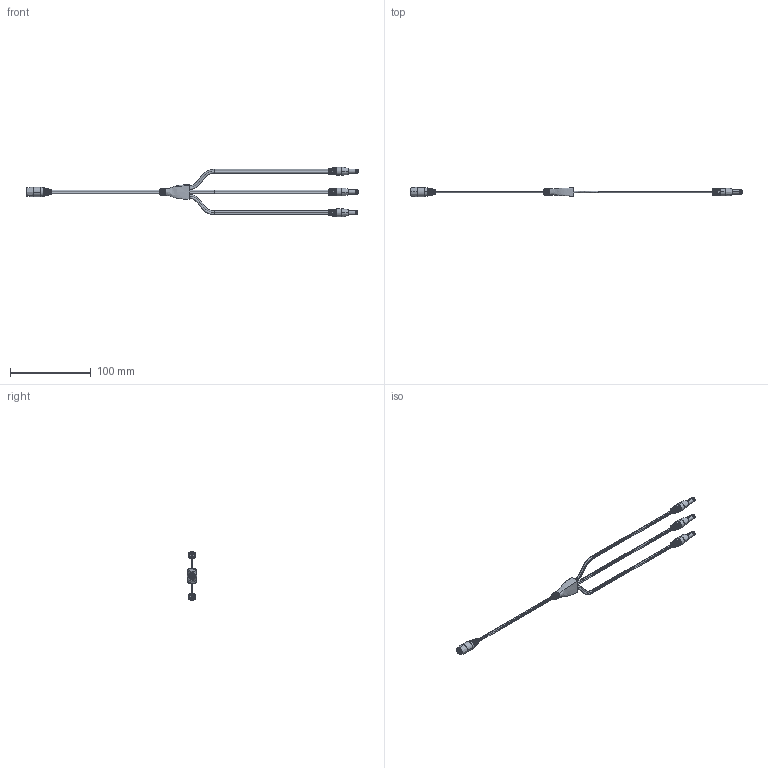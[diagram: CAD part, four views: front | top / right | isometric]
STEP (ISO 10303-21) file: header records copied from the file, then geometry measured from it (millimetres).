
FILE_DESCRIPTION (( 'STEP AP203' ), '1' );
FILE_NAME ('10-02726_revA.STEP', '2018-04-17T15:46:30', ( '' ), ( '' ), 'SwSTEP 2.0', 'SolidWorks 2015', '' );
FILE_SCHEMA (( 'CONFIG_CONTROL_DESIGN' ));
Length unit declared in the file: millimetre
Products named in the file (14): 30-00007_blunt cut; 24-00186_30-00007 w-split; 10-02726_revA; 50-00027 shell; 50-00027; 50-00026 shell; 50-00027 contact; 50-00026 contact; 50-00026 insulator; 50-00026; 24-00004; 24-00003; 50-00027 pin; 50-00027 insulator
Assembly tree (20 placements, depth 3):
  10-02726_revA
    30-00007_blunt cut  x4
    24-00004
    24-00186_30-00007 w-split
    24-00003  x3
    50-00027
      50-00027 shell
      50-00027 insulator
      50-00027 pin
      50-00027 contact
    50-00026  x3
      50-00026 shell
      50-00026 contact
      50-00026 insulator
Bounding box: 410.24 x 11.4 x 60.9 mm (x, y, z)
Volume: 16354.5 mm3; surface area: 71926.9 mm2
Topology: 382 solids, 382 shells, 3544 faces, 8036 edges, 5284 vertices
Faces by surface type: cylinder 1632, plane 1207, bspline 500, torus 116, cone 89
Entity records: 48494 total; most frequent: CARTESIAN_POINT 18457, ORIENTED_EDGE 6056, DIRECTION 5533, EDGE_CURVE 3028, AXIS2_PLACEMENT_3D 2320, VERTEX_POINT 1970, EDGE_LOOP 1484, CIRCLE 1289
